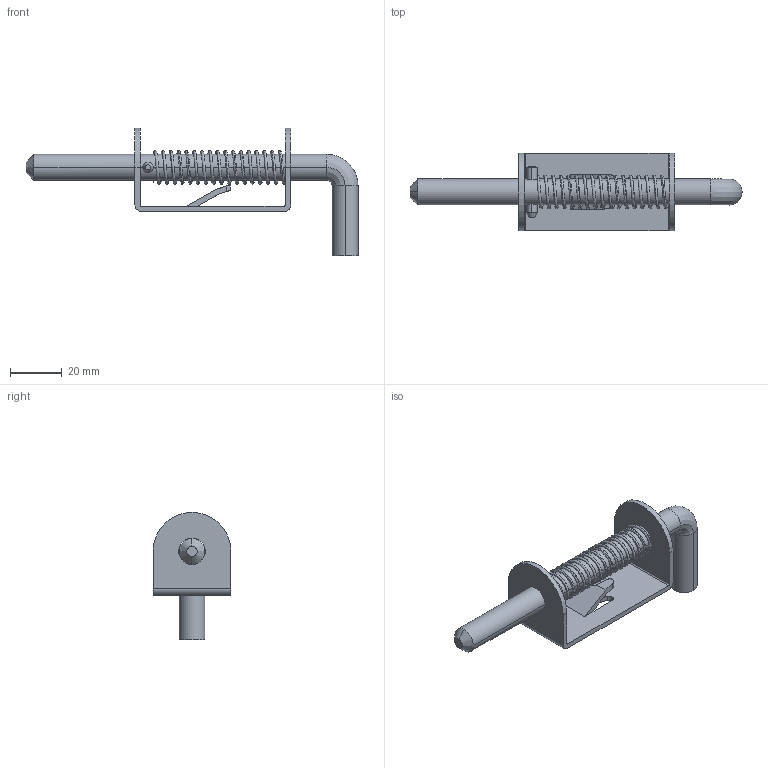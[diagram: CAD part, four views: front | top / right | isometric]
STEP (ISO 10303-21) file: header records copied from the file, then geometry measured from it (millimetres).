
FILE_DESCRIPTION(/* description */ (''),/* implementation_level */ '2;1');
FILE_NAME(/* name */ 'JL041',/* time_stamp */ '2024-10-30T13:52:46+08:00',/* author */ (''),/* organization */ (''),/* preprocessor_version */ 'ST-DEVELOPER v19.2',/* originating_system */ 'Rhino 8.5',/* authorisation */ '');
FILE_SCHEMA (('CONFIG_CONTROL_DESIGN'));
Length unit declared in the file: millimetre
Products named in the file (1): Document
Bounding box: 128 x 30 x 49 mm (x, y, z)
Volume: 12606.1 mm3; surface area: 14731.4 mm2
Topology: 3 solids, 3 shells, 86 faces, 356 edges, 328 vertices
Faces by surface type: plane 40, cylinder 36, bspline 10
Entity records: 15461 total; most frequent: CARTESIAN_POINT 13655, DIRECTION 282, COMPOSITE_CURVE_SEGMENT 276, B_SPLINE_CURVE_WITH_KNOTS 186, AXIS2_PLACEMENT_3D 179, ORIENTED_EDGE 160, TRIMMED_CURVE 100, CIRCLE 100
